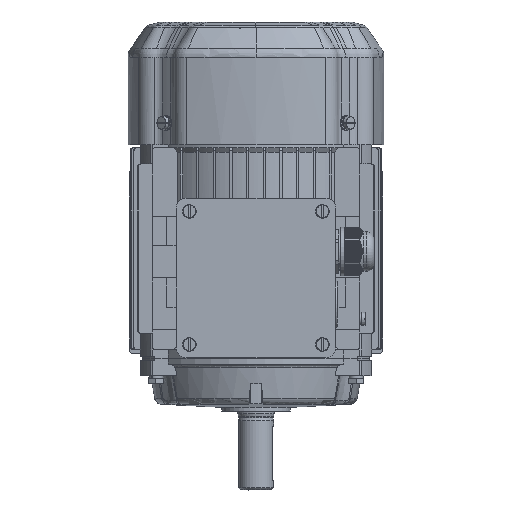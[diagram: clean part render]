
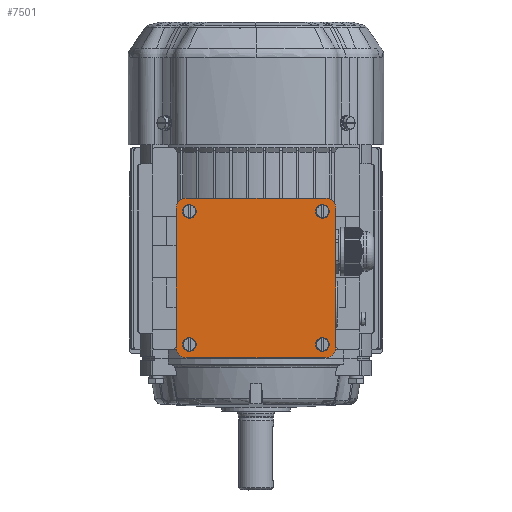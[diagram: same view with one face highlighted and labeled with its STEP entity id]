
A CAD part, front view. The second image highlights one B-rep face of the part: STEP entity #7501.
In plain terms, the highlighted planar face has unit normal (0, -1, 0).
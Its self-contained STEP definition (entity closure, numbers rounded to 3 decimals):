
#5382=FACE_BOUND('',#17383,.T.);
#5383=FACE_BOUND('',#17384,.T.);
#5384=FACE_BOUND('',#17385,.T.);
#5385=FACE_BOUND('',#17386,.T.);
#5386=FACE_BOUND('',#17387,.T.);
#7501=ADVANCED_FACE('',(#5382,#5383,#5384,#5385,#5386),#10865,.T.);
#10865=PLANE('',#74491);
#17383=EDGE_LOOP('',(#29861));
#17384=EDGE_LOOP('',(#29862));
#17385=EDGE_LOOP('',(#29863,#29864,#29865,#29866,#29867,#29868,#29869,#29870));
#17386=EDGE_LOOP('',(#29871));
#17387=EDGE_LOOP('',(#29872));
#21727=CIRCLE('',#74483,2.9);
#21728=CIRCLE('',#74484,2.9);
#21729=CIRCLE('',#74485,7.);
#21730=CIRCLE('',#74486,7.);
#21731=CIRCLE('',#74487,7.);
#21732=CIRCLE('',#74488,7.);
#21733=CIRCLE('',#74489,2.9);
#21734=CIRCLE('',#74490,2.9);
#29861=ORIENTED_EDGE('',*,*,#54414,.T.);
#29862=ORIENTED_EDGE('',*,*,#54415,.F.);
#29863=ORIENTED_EDGE('',*,*,#54416,.F.);
#29864=ORIENTED_EDGE('',*,*,#54417,.F.);
#29865=ORIENTED_EDGE('',*,*,#54418,.F.);
#29866=ORIENTED_EDGE('',*,*,#54419,.F.);
#29867=ORIENTED_EDGE('',*,*,#54420,.F.);
#29868=ORIENTED_EDGE('',*,*,#54421,.F.);
#29869=ORIENTED_EDGE('',*,*,#54422,.F.);
#29870=ORIENTED_EDGE('',*,*,#54423,.F.);
#29871=ORIENTED_EDGE('',*,*,#54424,.T.);
#29872=ORIENTED_EDGE('',*,*,#54425,.T.);
#46383=VERTEX_POINT('',#110215);
#46384=VERTEX_POINT('',#110217);
#46385=VERTEX_POINT('',#110219);
#46386=VERTEX_POINT('',#110220);
#46387=VERTEX_POINT('',#110222);
#46388=VERTEX_POINT('',#110224);
#46389=VERTEX_POINT('',#110226);
#46390=VERTEX_POINT('',#110228);
#46391=VERTEX_POINT('',#110230);
#46392=VERTEX_POINT('',#110232);
#46393=VERTEX_POINT('',#110235);
#46394=VERTEX_POINT('',#110237);
#54414=EDGE_CURVE('',#46383,#46383,#21727,.T.);
#54415=EDGE_CURVE('',#46384,#46384,#21728,.T.);
#54416=EDGE_CURVE('',#46385,#46386,#21729,.T.);
#54417=EDGE_CURVE('',#46387,#46385,#63061,.T.);
#54418=EDGE_CURVE('',#46388,#46387,#21730,.T.);
#54419=EDGE_CURVE('',#46389,#46388,#63062,.T.);
#54420=EDGE_CURVE('',#46390,#46389,#21731,.T.);
#54421=EDGE_CURVE('',#46391,#46390,#63063,.T.);
#54422=EDGE_CURVE('',#46392,#46391,#21732,.T.);
#54423=EDGE_CURVE('',#46386,#46392,#63064,.T.);
#54424=EDGE_CURVE('',#46393,#46393,#21733,.T.);
#54425=EDGE_CURVE('',#46394,#46394,#21734,.T.);
#63061=LINE('',#110221,#68350);
#63062=LINE('',#110225,#68351);
#63063=LINE('',#110229,#68352);
#63064=LINE('',#110233,#68353);
#68350=VECTOR('',#84786,1.);
#68351=VECTOR('',#84789,1.);
#68352=VECTOR('',#84792,1.);
#68353=VECTOR('',#84795,1.);
#74483=AXIS2_PLACEMENT_3D('',#110214,#84780,#84781);
#74484=AXIS2_PLACEMENT_3D('',#110216,#84782,#84783);
#74485=AXIS2_PLACEMENT_3D('',#110218,#84784,#84785);
#74486=AXIS2_PLACEMENT_3D('',#110223,#84787,#84788);
#74487=AXIS2_PLACEMENT_3D('',#110227,#84790,#84791);
#74488=AXIS2_PLACEMENT_3D('',#110231,#84793,#84794);
#74489=AXIS2_PLACEMENT_3D('',#110234,#84796,#84797);
#74490=AXIS2_PLACEMENT_3D('',#110236,#84798,#84799);
#74491=AXIS2_PLACEMENT_3D('',#110238,#84800,#84801);
#84780=DIRECTION('',(0.,1.,0.));
#84781=DIRECTION('',(-1.,0.,0.));
#84782=DIRECTION('',(0.,-1.,0.));
#84783=DIRECTION('',(-1.,0.,0.));
#84784=DIRECTION('',(0.,1.,0.));
#84785=DIRECTION('',(-1.,0.,0.));
#84786=DIRECTION('',(0.,0.,1.));
#84787=DIRECTION('',(0.,1.,0.));
#84788=DIRECTION('',(-1.,0.,0.));
#84789=DIRECTION('',(-1.,0.,0.));
#84790=DIRECTION('',(0.,1.,0.));
#84791=DIRECTION('',(-1.,0.,0.));
#84792=DIRECTION('',(0.,0.,-1.));
#84793=DIRECTION('',(0.,1.,0.));
#84794=DIRECTION('',(-1.,0.,0.));
#84795=DIRECTION('',(1.,0.,0.));
#84796=DIRECTION('',(0.,1.,0.));
#84797=DIRECTION('',(-1.,0.,0.));
#84798=DIRECTION('',(0.,1.,0.));
#84799=DIRECTION('',(-1.,0.,0.));
#84800=DIRECTION('',(0.,-1.,0.));
#84801=DIRECTION('',(-1.,0.,0.));
#110214=CARTESIAN_POINT('',(254.5,-140.5,100.5));
#110215=CARTESIAN_POINT('',(251.6,-140.5,100.5));
#110216=CARTESIAN_POINT('',(254.5,-140.5,9.5));
#110217=CARTESIAN_POINT('',(251.6,-140.5,9.5));
#110218=CARTESIAN_POINT('',(252.5,-140.5,102.5));
#110219=CARTESIAN_POINT('',(245.5,-140.5,102.5));
#110220=CARTESIAN_POINT('',(252.5,-140.5,109.5));
#110221=CARTESIAN_POINT('',(245.5,-140.5,55.));
#110222=CARTESIAN_POINT('',(245.5,-140.5,7.5));
#110223=CARTESIAN_POINT('',(252.5,-140.5,7.5));
#110224=CARTESIAN_POINT('',(252.5,-140.5,0.5));
#110225=CARTESIAN_POINT('',(300.,-140.5,0.5));
#110226=CARTESIAN_POINT('',(347.5,-140.5,0.5));
#110227=CARTESIAN_POINT('',(347.5,-140.5,7.5));
#110228=CARTESIAN_POINT('',(354.5,-140.5,7.5));
#110229=CARTESIAN_POINT('',(354.5,-140.5,55.));
#110230=CARTESIAN_POINT('',(354.5,-140.5,102.5));
#110231=CARTESIAN_POINT('',(347.5,-140.5,102.5));
#110232=CARTESIAN_POINT('',(347.5,-140.5,109.5));
#110233=CARTESIAN_POINT('',(300.,-140.5,109.5));
#110234=CARTESIAN_POINT('',(345.5,-140.5,100.5));
#110235=CARTESIAN_POINT('',(342.6,-140.5,100.5));
#110236=CARTESIAN_POINT('',(345.5,-140.5,9.5));
#110237=CARTESIAN_POINT('',(342.6,-140.5,9.5));
#110238=CARTESIAN_POINT('',(300.,-140.5,55.));
